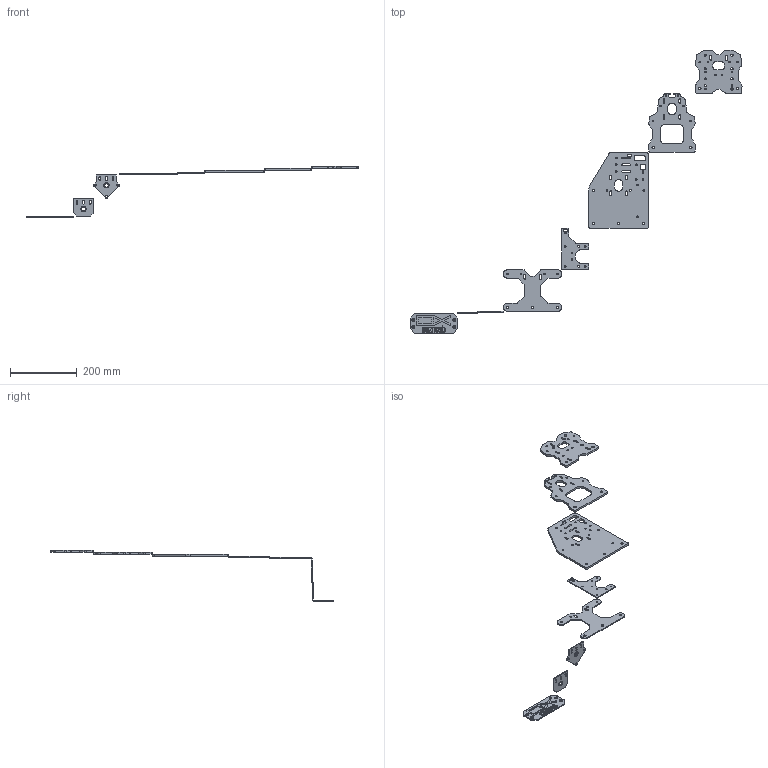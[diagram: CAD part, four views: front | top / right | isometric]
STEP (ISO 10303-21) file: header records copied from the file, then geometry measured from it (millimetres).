
FILE_DESCRIPTION(/* description */ (''),/* implementation_level */ '2;1');
FILE_NAME(/* name */ 'OX CNC KIT (V.OX.CNC.KIT).stp',/* time_stamp */ '2023-03-02T15:51:56+02:00',/* author */ ('arnold.brand'),/* organization */ (''),/* preprocessor_version */ 'ST-DEVELOPER v19.2',/* originating_system */ 'Autodesk Inventor 2023',/* authorisation */ '');
FILE_SCHEMA (('AUTOMOTIVE_DESIGN { 1 0 10303 214 3 1 1 }'));
Length unit declared in the file: millimetre
Products named in the file (9): OX CNC KIT (V.OX.CNC.KIT); OX_CNC_FACE-PLATE; OX_CNC_THREADED-ROD-MOUNT-BTM; OX_CNC_THREADED-ROD-MOUNT-MOTOR; OX_CNC_Y-BRACE; OX_CNC_Y-END-PLATES-2; OX_CNC_Y-PLATE; OX_CNC_Z-PLATE-BACK-2; OX_CNC_Z-PLATE-FRONT-3
Assembly tree (8 placements, depth 2):
  OX CNC KIT (V.OX.CNC.KIT)
    OX_CNC_FACE-PLATE
    OX_CNC_THREADED-ROD-MOUNT-BTM
    OX_CNC_THREADED-ROD-MOUNT-MOTOR
    OX_CNC_Y-BRACE
    OX_CNC_Y-END-PLATES-2
    OX_CNC_Y-PLATE
    OX_CNC_Z-PLATE-BACK-2
    OX_CNC_Z-PLATE-FRONT-3
Bounding box: 995.66 x 848.45 x 153.14 mm (x, y, z)
Volume: 473125.1 mm3; surface area: 225466.7 mm2
Topology: 8 solids, 8 shells, 627 faces, 1785 edges, 1190 vertices
Faces by surface type: cylinder 279, plane 261, bspline 87
Full cylindrical faces by diameter (mm): 5 x49, 5.45 x4, 7.2 x14, 9.2 x4, 11 x2, 16.1 x2
Entity records: 22036 total; most frequent: CARTESIAN_POINT 4996, ORIENTED_EDGE 3570, DIRECTION 3299, EDGE_CURVE 1785, VERTEX_POINT 1190, AXIS2_PLACEMENT_3D 1123, LINE 1053, VECTOR 1053
